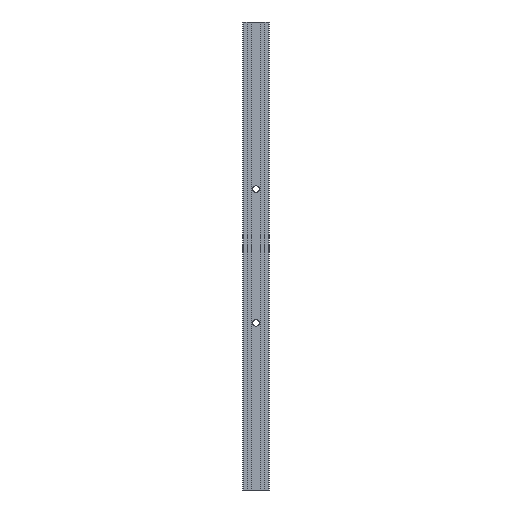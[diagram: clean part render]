
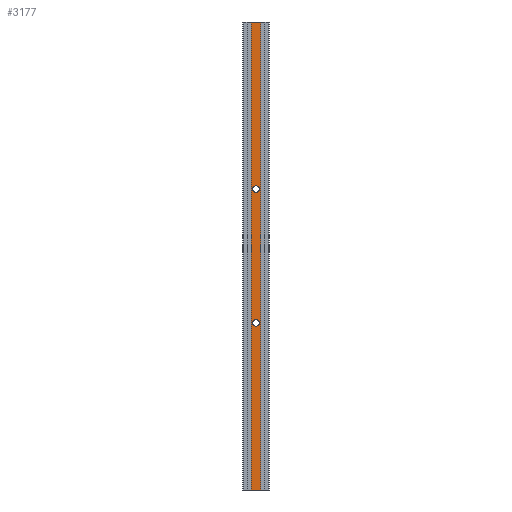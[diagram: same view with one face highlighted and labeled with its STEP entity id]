
A CAD part, left-side view. The second image highlights one B-rep face of the part: STEP entity #3177.
In plain terms, the highlighted planar face has unit normal (-1, 0, 0).
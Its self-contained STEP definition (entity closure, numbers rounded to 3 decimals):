
#49 = VERTEX_POINT ( 'NONE', #1100 ) ;
#84 = VECTOR ( 'NONE', #2405, 1000. ) ;
#104 = DIRECTION ( 'NONE',  ( 0., -1., 0. ) ) ;
#179 = CARTESIAN_POINT ( 'NONE',  ( -10., 5., 100. ) ) ;
#223 = VECTOR ( 'NONE', #104, 1000. ) ;
#227 = EDGE_CURVE ( 'NONE', #49, #848, #2267, .T. ) ;
#613 = ORIENTED_EDGE ( 'NONE', *, *, #227, .T. ) ;
#693 = LINE ( 'NONE', #3241, #2112 ) ;
#717 = EDGE_CURVE ( 'NONE', #4078, #1059, #4431, .T. ) ;
#807 = DIRECTION ( 'NONE',  ( 1., 0., 0. ) ) ;
#844 = EDGE_LOOP ( 'NONE', ( #1071, #4353 ) ) ;
#848 = VERTEX_POINT ( 'NONE', #1374 ) ;
#907 = CARTESIAN_POINT ( 'NONE',  ( -10., 0., 100. ) ) ;
#919 = ORIENTED_EDGE ( 'NONE', *, *, #4355, .T. ) ;
#954 = CARTESIAN_POINT ( 'NONE',  ( -10., -6.9, -350. ) ) ;
#1059 = VERTEX_POINT ( 'NONE', #3446 ) ;
#1066 = VERTEX_POINT ( 'NONE', #4151 ) ;
#1071 = ORIENTED_EDGE ( 'NONE', *, *, #3778, .T. ) ;
#1088 = DIRECTION ( 'NONE',  ( 0., -1., 0. ) ) ;
#1094 = CARTESIAN_POINT ( 'NONE',  ( -10., 6.9, -350. ) ) ;
#1100 = CARTESIAN_POINT ( 'NONE',  ( -10., 5., -100. ) ) ;
#1234 = VERTEX_POINT ( 'NONE', #1900 ) ;
#1326 = EDGE_CURVE ( 'NONE', #3872, #4078, #4418, .T. ) ;
#1352 = CIRCLE ( 'NONE', #2572, 5. ) ;
#1374 = CARTESIAN_POINT ( 'NONE',  ( -10., -5., -100. ) ) ;
#1415 = FACE_OUTER_BOUND ( 'NONE', #2305, .T. ) ;
#1437 = FACE_BOUND ( 'NONE', #3891, .T. ) ;
#1456 = ORIENTED_EDGE ( 'NONE', *, *, #1326, .T. ) ;
#1464 = ORIENTED_EDGE ( 'NONE', *, *, #717, .T. ) ;
#1528 = CIRCLE ( 'NONE', #4083, 5. ) ;
#1772 = DIRECTION ( 'NONE',  ( 1., 0., 0. ) ) ;
#1803 = DIRECTION ( 'NONE',  ( 0., -1., 0. ) ) ;
#1823 = AXIS2_PLACEMENT_3D ( 'NONE', #3626, #4348, #1803 ) ;
#1880 = DIRECTION ( 'NONE',  ( 0., 0., -1. ) ) ;
#1900 = CARTESIAN_POINT ( 'NONE',  ( -10., -5., 100. ) ) ;
#1944 = DIRECTION ( 'NONE',  ( 1., 0., 0. ) ) ;
#2045 = EDGE_CURVE ( 'NONE', #1234, #4300, #1528, .T. ) ;
#2112 = VECTOR ( 'NONE', #3263, 1000. ) ;
#2136 = FACE_BOUND ( 'NONE', #844, .T. ) ;
#2264 = DIRECTION ( 'NONE',  ( 0., 1., 0. ) ) ;
#2267 = CIRCLE ( 'NONE', #1823, 5. ) ;
#2296 = CARTESIAN_POINT ( 'NONE',  ( -10., 7., -350. ) ) ;
#2305 = EDGE_LOOP ( 'NONE', ( #1464, #2400, #2831, #1456 ) ) ;
#2329 = CARTESIAN_POINT ( 'NONE',  ( -10., 0., -100. ) ) ;
#2400 = ORIENTED_EDGE ( 'NONE', *, *, #2894, .T. ) ;
#2405 = DIRECTION ( 'NONE',  ( 0., 0., 1. ) ) ;
#2572 = AXIS2_PLACEMENT_3D ( 'NONE', #2329, #1944, #4492 ) ;
#2685 = CARTESIAN_POINT ( 'NONE',  ( -10., 6.9, -350. ) ) ;
#2831 = ORIENTED_EDGE ( 'NONE', *, *, #3785, .F. ) ;
#2871 = PLANE ( 'NONE',  #3653 ) ;
#2894 = EDGE_CURVE ( 'NONE', #1059, #1066, #4195, .T. ) ;
#2951 = AXIS2_PLACEMENT_3D ( 'NONE', #4286, #1772, #3896 ) ;
#3036 = VECTOR ( 'NONE', #1880, 1000. ) ;
#3177 = ADVANCED_FACE ( 'NONE', ( #2136, #1437, #1415 ), #2871, .T. ) ;
#3225 = CARTESIAN_POINT ( 'NONE',  ( -10., 7., -350. ) ) ;
#3241 = CARTESIAN_POINT ( 'NONE',  ( -10., 7., 350. ) ) ;
#3263 = DIRECTION ( 'NONE',  ( 0., -1., 0. ) ) ;
#3304 = CARTESIAN_POINT ( 'NONE',  ( -10., 6.9, 350. ) ) ;
#3446 = CARTESIAN_POINT ( 'NONE',  ( -10., -6.9, -350. ) ) ;
#3626 = CARTESIAN_POINT ( 'NONE',  ( -10., 0., -100. ) ) ;
#3653 = AXIS2_PLACEMENT_3D ( 'NONE', #3225, #4292, #1088 ) ;
#3778 = EDGE_CURVE ( 'NONE', #4300, #1234, #4366, .T. ) ;
#3785 = EDGE_CURVE ( 'NONE', #3872, #1066, #693, .T. ) ;
#3872 = VERTEX_POINT ( 'NONE', #3304 ) ;
#3891 = EDGE_LOOP ( 'NONE', ( #613, #919 ) ) ;
#3896 = DIRECTION ( 'NONE',  ( 0., 1., 0. ) ) ;
#4078 = VERTEX_POINT ( 'NONE', #1094 ) ;
#4083 = AXIS2_PLACEMENT_3D ( 'NONE', #907, #807, #2264 ) ;
#4151 = CARTESIAN_POINT ( 'NONE',  ( -10., -6.9, 350. ) ) ;
#4195 = LINE ( 'NONE', #954, #84 ) ;
#4286 = CARTESIAN_POINT ( 'NONE',  ( -10., 0., 100. ) ) ;
#4292 = DIRECTION ( 'NONE',  ( -1., 0., 0. ) ) ;
#4300 = VERTEX_POINT ( 'NONE', #179 ) ;
#4348 = DIRECTION ( 'NONE',  ( 1., 0., 0. ) ) ;
#4353 = ORIENTED_EDGE ( 'NONE', *, *, #2045, .T. ) ;
#4355 = EDGE_CURVE ( 'NONE', #848, #49, #1352, .T. ) ;
#4366 = CIRCLE ( 'NONE', #2951, 5. ) ;
#4418 = LINE ( 'NONE', #2685, #3036 ) ;
#4431 = LINE ( 'NONE', #2296, #223 ) ;
#4492 = DIRECTION ( 'NONE',  ( 0., -1., 0. ) ) ;
